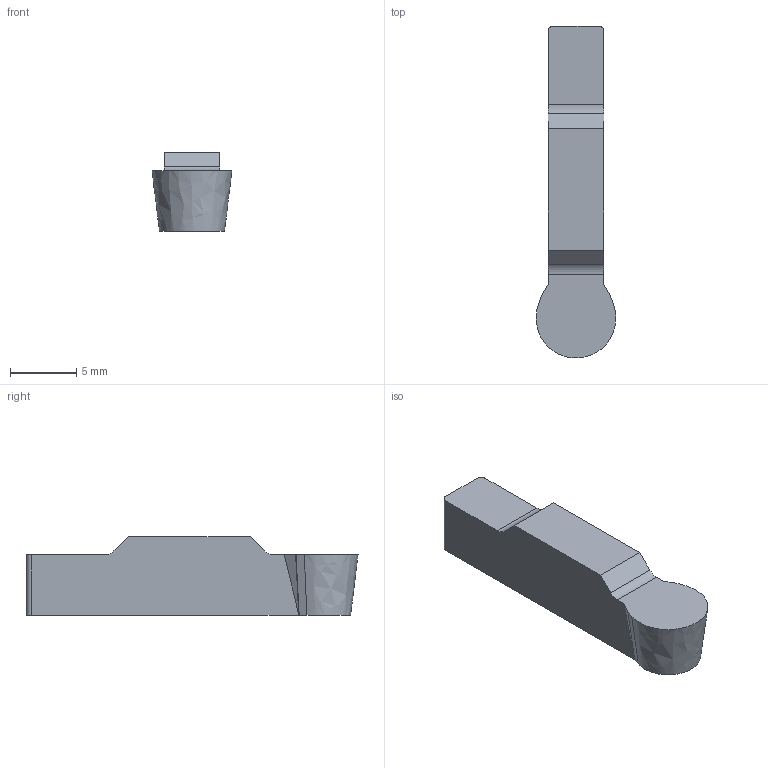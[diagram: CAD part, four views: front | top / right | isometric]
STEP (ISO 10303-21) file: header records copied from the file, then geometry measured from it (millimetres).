
FILE_DESCRIPTION(/* description */ (''),/* implementation_level */ '2;1');
FILE_NAME(/* name */ 'n123j1-0600-rm-3115_cut_20190521_133503_1.stp',/* time_stamp */ '2019-05-21T13:35:55+02:00',/* author */ (''),/* organization */ ('SMS'),/* preprocessor_version */ 'ST-DEVELOPER v15',/* originating_system */ 'SIEMENS PLM Software NX 8.5',/* authorisation */ '');
FILE_SCHEMA (('AUTOMOTIVE_DESIGN { 1 0 10303 214 3 1 1 1 }'));
Length unit declared in the file: millimetre
Products named in the file (1): N123J1-0600-RM-3115_CUT_20190521_133503_1
Bounding box: 6.02 x 25.09 x 5.97 mm (x, y, z)
Volume: 549.2 mm3; surface area: 507.6 mm2
Topology: 1 solids, 1 shells, 20 faces, 55 edges, 39 vertices
Faces by surface type: plane 13, cylinder 4, bspline 3
Entity records: 801 total; most frequent: CARTESIAN_POINT 264, ORIENTED_EDGE 108, DIRECTION 91, EDGE_CURVE 54, VERTEX_POINT 36, LINE 35, VECTOR 35, AXIS2_PLACEMENT_3D 28
